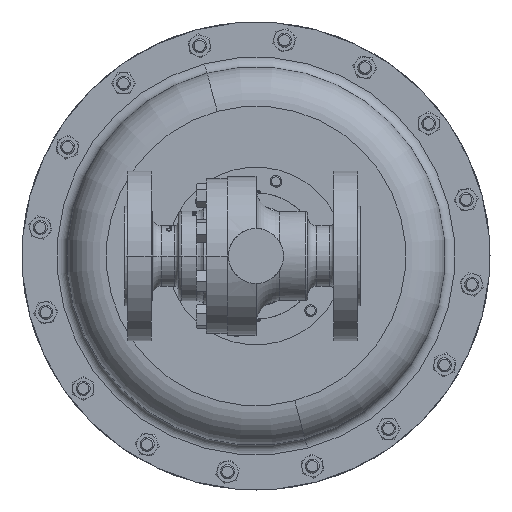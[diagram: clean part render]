
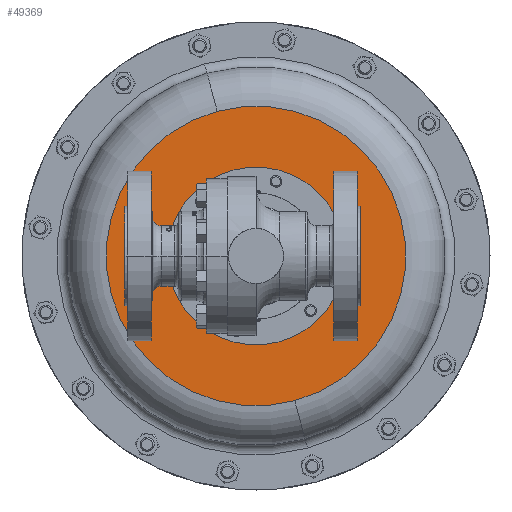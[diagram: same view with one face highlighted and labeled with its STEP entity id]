
A CAD part, front view. The second image highlights one B-rep face of the part: STEP entity #49369.
In plain terms, the highlighted planar face has unit normal (0, -1, 0).
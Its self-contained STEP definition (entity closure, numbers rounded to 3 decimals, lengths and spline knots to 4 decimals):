
#513 = DIRECTION ( 'NONE',  ( 0., 1., 0. ) ) ;
#2478 = ORIENTED_EDGE ( 'NONE', *, *, #21449, .T. ) ;
#2699 = CIRCLE ( 'NONE', #27165, 4. ) ;
#4915 = PLANE ( 'NONE',  #19987 ) ;
#6820 = CIRCLE ( 'NONE', #38739, 2.375 ) ;
#8361 = DIRECTION ( 'NONE',  ( 0., 1., 0. ) ) ;
#9551 = CIRCLE ( 'NONE', #22218, 2.375 ) ;
#11717 = ORIENTED_EDGE ( 'NONE', *, *, #32417, .F. ) ;
#13284 = DIRECTION ( 'NONE',  ( 0., 1., 0. ) ) ;
#15821 = DIRECTION ( 'NONE',  ( 0., 1., 0. ) ) ;
#17934 = CARTESIAN_POINT ( 'NONE',  ( 1.0353, 8.2025, -3.8637 ) ) ;
#19987 = AXIS2_PLACEMENT_3D ( 'NONE', #28576, #20793, #48384 ) ;
#20793 = DIRECTION ( 'NONE',  ( 0., -1., 0. ) ) ;
#21449 = EDGE_CURVE ( 'NONE', #34591, #47385, #6820, .T. ) ;
#22218 = AXIS2_PLACEMENT_3D ( 'NONE', #36907, #13284, #40868 ) ;
#24101 = CARTESIAN_POINT ( 'NONE',  ( 0., 8.2025, 0. ) ) ;
#27165 = AXIS2_PLACEMENT_3D ( 'NONE', #24101, #513, #28092 ) ;
#28071 = ORIENTED_EDGE ( 'NONE', *, *, #37590, .T. ) ;
#28092 = DIRECTION ( 'NONE',  ( -0.259, 0., 0.966 ) ) ;
#28576 = CARTESIAN_POINT ( 'NONE',  ( 3.8637, 8.2025, 1.0353 ) ) ;
#31973 = CARTESIAN_POINT ( 'NONE',  ( 0., 8.2025, 0. ) ) ;
#32417 = EDGE_CURVE ( 'NONE', #51150, #42004, #2699, .T. ) ;
#34342 = AXIS2_PLACEMENT_3D ( 'NONE', #31973, #8361, #35922 ) ;
#34583 = EDGE_CURVE ( 'NONE', #42004, #51150, #44877, .T. ) ;
#34591 = VERTEX_POINT ( 'NONE', #47686 ) ;
#35922 = DIRECTION ( 'NONE',  ( -0.259, 0., 0.966 ) ) ;
#36907 = CARTESIAN_POINT ( 'NONE',  ( 0., 8.2025, 0. ) ) ;
#37060 = FACE_OUTER_BOUND ( 'NONE', #45809, .T. ) ;
#37590 = EDGE_CURVE ( 'NONE', #47385, #34591, #9551, .T. ) ;
#38739 = AXIS2_PLACEMENT_3D ( 'NONE', #39455, #15821, #43413 ) ;
#39221 = CARTESIAN_POINT ( 'NONE',  ( -1.6794, 8.2025, -1.6794 ) ) ;
#39455 = CARTESIAN_POINT ( 'NONE',  ( 0., 8.2025, 0. ) ) ;
#40443 = ORIENTED_EDGE ( 'NONE', *, *, #34583, .F. ) ;
#40868 = DIRECTION ( 'NONE',  ( 0.707, 0., 0.707 ) ) ;
#42004 = VERTEX_POINT ( 'NONE', #17934 ) ;
#43413 = DIRECTION ( 'NONE',  ( 0.707, 0., 0.707 ) ) ;
#44877 = CIRCLE ( 'NONE', #34342, 4. ) ;
#45809 = EDGE_LOOP ( 'NONE', ( #11717, #40443 ) ) ;
#47187 = CARTESIAN_POINT ( 'NONE',  ( -1.0353, 8.2025, 3.8637 ) ) ;
#47385 = VERTEX_POINT ( 'NONE', #39221 ) ;
#47562 = FACE_BOUND ( 'NONE', #48459, .T. ) ;
#47686 = CARTESIAN_POINT ( 'NONE',  ( 1.6794, 8.2025, 1.6794 ) ) ;
#48384 = DIRECTION ( 'NONE',  ( 0.259, 0., -0.966 ) ) ;
#48459 = EDGE_LOOP ( 'NONE', ( #28071, #2478 ) ) ;
#49369 = ADVANCED_FACE ( 'NONE', ( #37060, #47562 ), #4915, .T. ) ;
#51150 = VERTEX_POINT ( 'NONE', #47187 ) ;
